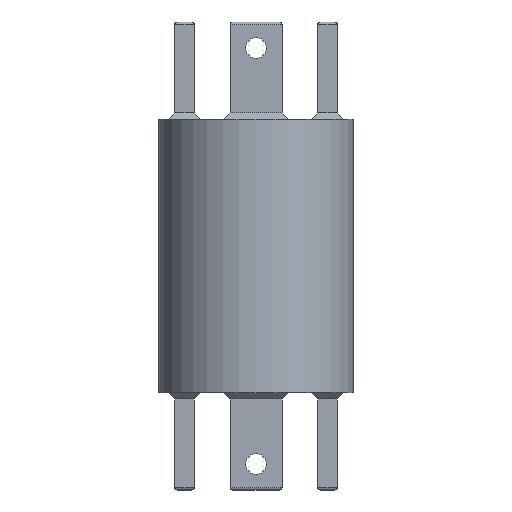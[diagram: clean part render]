
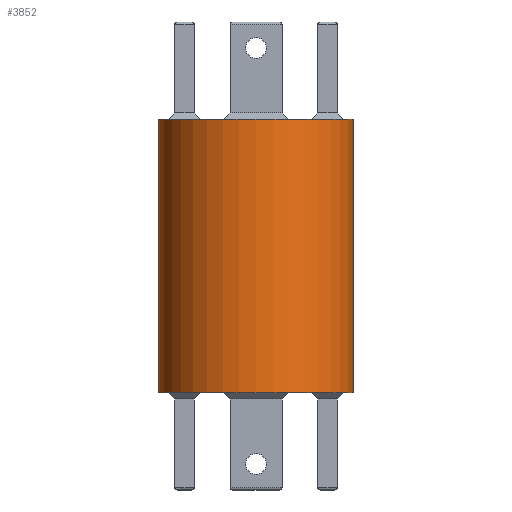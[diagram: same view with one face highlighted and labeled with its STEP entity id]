
A CAD part, front view. The second image highlights one B-rep face of the part: STEP entity #3852.
In plain terms, the highlighted cylindrical face has radius 15 mm (diameter 30 mm), a full revolution.
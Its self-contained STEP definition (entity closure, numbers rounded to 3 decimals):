
#168=CARTESIAN_POINT('',(-15.,0.,41.));
#169=VERTEX_POINT('',#168);
#170=CARTESIAN_POINT('',(0.,0.,41.));
#171=DIRECTION('',(-0.,-0.,1.));
#172=DIRECTION('',(-1.,0.,0.));
#173=AXIS2_PLACEMENT_3D('',#170,#171,#172);
#174=CIRCLE('',#173,15.);
#175=EDGE_CURVE('',#169,#169,#174,.T.);
#3828=CARTESIAN_POINT('',(0.,0.,-1.));
#3829=DIRECTION('',(0.,0.,1.));
#3830=DIRECTION('',(-1.,0.,0.));
#3831=AXIS2_PLACEMENT_3D('',#3828,#3829,#3830);
#3832=CYLINDRICAL_SURFACE('',#3831,15.);
#3833=CARTESIAN_POINT('',(-15.,0.,-1.));
#3834=VERTEX_POINT('',#3833);
#3835=CARTESIAN_POINT('',(-15.,0.,41.));
#3836=DIRECTION('',(-0.,-0.,-1.));
#3837=VECTOR('',#3836,42.);
#3838=LINE('',#3835,#3837);
#3839=EDGE_CURVE('',#169,#3834,#3838,.T.);
#3840=ORIENTED_EDGE('',*,*,#3839,.T.);
#3841=CARTESIAN_POINT('',(0.,0.,-1.));
#3842=DIRECTION('',(-0.,-0.,-1.));
#3843=DIRECTION('',(-1.,0.,0.));
#3844=AXIS2_PLACEMENT_3D('',#3841,#3842,#3843);
#3845=CIRCLE('',#3844,15.);
#3846=EDGE_CURVE('',#3834,#3834,#3845,.T.);
#3847=ORIENTED_EDGE('',*,*,#3846,.F.);
#3848=ORIENTED_EDGE('',*,*,#3839,.F.);
#3849=ORIENTED_EDGE('',*,*,#175,.F.);
#3850=EDGE_LOOP('',(#3840,#3847,#3848,#3849));
#3851=FACE_BOUND('',#3850,.T.);
#3852=ADVANCED_FACE('',(#3851),#3832,.T.);
